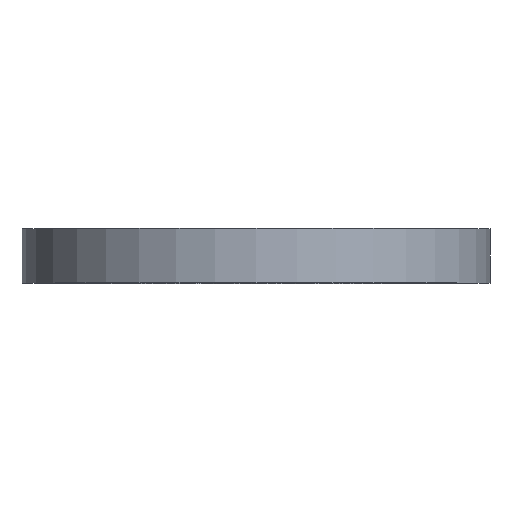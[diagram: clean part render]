
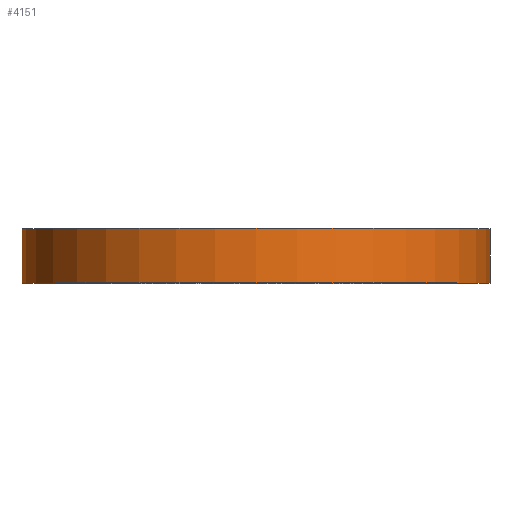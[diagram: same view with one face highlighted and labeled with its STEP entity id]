
A CAD part, top view. The second image highlights one B-rep face of the part: STEP entity #4151.
In plain terms, the highlighted cylindrical face has radius 21.5 mm (diameter 43 mm), a full revolution.
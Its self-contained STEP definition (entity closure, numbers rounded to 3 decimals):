
#563=FACE_OUTER_BOUND('',#782,.T.);
#782=EDGE_LOOP('',(#3388,#3389,#3390,#3391));
#1003=LINE('',#8086,#1220);
#1220=VECTOR('',#5371,21.5);
#1437=CIRCLE('',#4494,21.5);
#1438=CIRCLE('',#4495,21.5);
#1871=VERTEX_POINT('',#8083);
#1872=VERTEX_POINT('',#8085);
#2521=EDGE_CURVE('',#1871,#1871,#1437,.T.);
#2522=EDGE_CURVE('',#1871,#1872,#1003,.T.);
#2523=EDGE_CURVE('',#1872,#1872,#1438,.T.);
#3388=ORIENTED_EDGE('',*,*,#2521,.F.);
#3389=ORIENTED_EDGE('',*,*,#2522,.T.);
#3390=ORIENTED_EDGE('',*,*,#2523,.T.);
#3391=ORIENTED_EDGE('',*,*,#2522,.F.);
#3934=CYLINDRICAL_SURFACE('',#4493,21.5);
#4151=ADVANCED_FACE('',(#563),#3934,.T.);
#4493=AXIS2_PLACEMENT_3D('',#8082,#5367,#5368);
#4494=AXIS2_PLACEMENT_3D('',#8084,#5369,#5370);
#4495=AXIS2_PLACEMENT_3D('',#8087,#5372,#5373);
#5367=DIRECTION('center_axis',(0.,1.,0.));
#5368=DIRECTION('ref_axis',(1.,0.,0.));
#5369=DIRECTION('center_axis',(0.,1.,0.));
#5370=DIRECTION('ref_axis',(1.,0.,0.));
#5371=DIRECTION('',(0.,-1.,0.));
#5372=DIRECTION('center_axis',(0.,1.,0.));
#5373=DIRECTION('ref_axis',(1.,0.,0.));
#8082=CARTESIAN_POINT('Origin',(0.,0.,0.));
#8083=CARTESIAN_POINT('',(-21.5,5.,0.));
#8084=CARTESIAN_POINT('Origin',(0.,5.,0.));
#8085=CARTESIAN_POINT('',(-21.5,0.,0.));
#8086=CARTESIAN_POINT('',(-21.5,0.,0.));
#8087=CARTESIAN_POINT('Origin',(0.,0.,0.));
